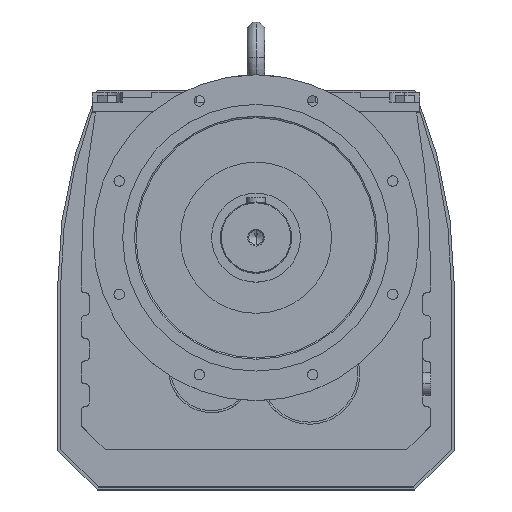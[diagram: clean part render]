
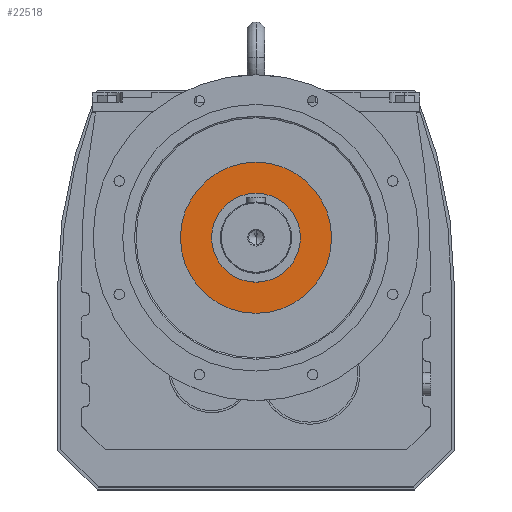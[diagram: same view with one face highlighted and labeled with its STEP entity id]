
A CAD part, top view. The second image highlights one B-rep face of the part: STEP entity #22518.
In plain terms, the highlighted planar face has unit normal (0, 0, 1).
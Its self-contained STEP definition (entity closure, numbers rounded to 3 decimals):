
#22375 = CYLINDRICAL_SURFACE('',#22376,127.575);
#22376 = AXIS2_PLACEMENT_3D('',#22377,#22378,#22379);
#22377 = CARTESIAN_POINT('',(0.,59.9,790.));
#22378 = DIRECTION('',(0.,0.,1.));
#22379 = DIRECTION('',(0.,-1.,0.));
#22405 = CYLINDRICAL_SURFACE('',#22406,127.575);
#22406 = AXIS2_PLACEMENT_3D('',#22407,#22408,#22409);
#22407 = CARTESIAN_POINT('',(0.,59.9,790.));
#22408 = DIRECTION('',(0.,0.,1.));
#22409 = DIRECTION('',(0.,-1.,0.));
#22423 = EDGE_CURVE('',#22424,#22426,#22428,.T.);
#22424 = VERTEX_POINT('',#22425);
#22425 = CARTESIAN_POINT('',(0.,-67.675,559.));
#22426 = VERTEX_POINT('',#22427);
#22427 = CARTESIAN_POINT('',(0.,187.475,559.));
#22428 = SURFACE_CURVE('',#22429,(#22434,#22440),.PCURVE_S1.);
#22429 = CIRCLE('',#22430,127.575);
#22430 = AXIS2_PLACEMENT_3D('',#22431,#22432,#22433);
#22431 = CARTESIAN_POINT('',(0.,59.9,559.));
#22432 = DIRECTION('',(0.,0.,-1.));
#22433 = DIRECTION('',(-1.,0.,0.));
#22434 = PCURVE('',#22405,#22435);
#22435 = DEFINITIONAL_REPRESENTATION('',(#22436),#22439);
#22436 = B_SPLINE_CURVE_WITH_KNOTS('',1,(#22437,#22438),.UNSPECIFIED.,
  .F.,.F.,(2,2),(4.712,7.854),
  .PIECEWISE_BEZIER_KNOTS.);
#22437 = CARTESIAN_POINT('',(6.283,-231.));
#22438 = CARTESIAN_POINT('',(3.142,-231.));
#22439 = ( GEOMETRIC_REPRESENTATION_CONTEXT(2) 
PARAMETRIC_REPRESENTATION_CONTEXT() REPRESENTATION_CONTEXT('2D SPACE',''
  ) );
#22440 = PCURVE('',#22441,#22446);
#22441 = PLANE('',#22442);
#22442 = AXIS2_PLACEMENT_3D('',#22443,#22444,#22445);
#22443 = CARTESIAN_POINT('',(-55.032,39.332,559.));
#22444 = DIRECTION('',(0.,0.,-1.));
#22445 = DIRECTION('',(-1.,0.,0.));
#22446 = DEFINITIONAL_REPRESENTATION('',(#22447),#22451);
#22447 = CIRCLE('',#22448,127.575);
#22448 = AXIS2_PLACEMENT_2D('',#22449,#22450);
#22449 = CARTESIAN_POINT('',(-55.032,20.568));
#22450 = DIRECTION('',(1.,0.));
#22451 = ( GEOMETRIC_REPRESENTATION_CONTEXT(2) 
PARAMETRIC_REPRESENTATION_CONTEXT() REPRESENTATION_CONTEXT('2D SPACE',''
  ) );
#22498 = EDGE_CURVE('',#22426,#22424,#22499,.T.);
#22499 = SURFACE_CURVE('',#22500,(#22505,#22511),.PCURVE_S1.);
#22500 = CIRCLE('',#22501,127.575);
#22501 = AXIS2_PLACEMENT_3D('',#22502,#22503,#22504);
#22502 = CARTESIAN_POINT('',(0.,59.9,559.));
#22503 = DIRECTION('',(0.,0.,-1.));
#22504 = DIRECTION('',(-1.,0.,0.));
#22505 = PCURVE('',#22375,#22506);
#22506 = DEFINITIONAL_REPRESENTATION('',(#22507),#22510);
#22507 = B_SPLINE_CURVE_WITH_KNOTS('',1,(#22508,#22509),.UNSPECIFIED.,
  .F.,.F.,(2,2),(1.571,4.712),
  .PIECEWISE_BEZIER_KNOTS.);
#22508 = CARTESIAN_POINT('',(3.142,-231.));
#22509 = CARTESIAN_POINT('',(0.,-231.));
#22510 = ( GEOMETRIC_REPRESENTATION_CONTEXT(2) 
PARAMETRIC_REPRESENTATION_CONTEXT() REPRESENTATION_CONTEXT('2D SPACE',''
  ) );
#22511 = PCURVE('',#22441,#22512);
#22512 = DEFINITIONAL_REPRESENTATION('',(#22513),#22517);
#22513 = CIRCLE('',#22514,127.575);
#22514 = AXIS2_PLACEMENT_2D('',#22515,#22516);
#22515 = CARTESIAN_POINT('',(-55.032,20.568));
#22516 = DIRECTION('',(1.,0.));
#22517 = ( GEOMETRIC_REPRESENTATION_CONTEXT(2) 
PARAMETRIC_REPRESENTATION_CONTEXT() REPRESENTATION_CONTEXT('2D SPACE',''
  ) );
#22518 = ADVANCED_FACE('',(#22519,#22585),#22441,.F.);
#22519 = FACE_BOUND('',#22520,.T.);
#22520 = EDGE_LOOP('',(#22521,#22555));
#22521 = ORIENTED_EDGE('',*,*,#22522,.F.);
#22522 = EDGE_CURVE('',#22523,#22525,#22527,.T.);
#22523 = VERTEX_POINT('',#22524);
#22524 = CARTESIAN_POINT('',(0.,-15.1,559.));
#22525 = VERTEX_POINT('',#22526);
#22526 = CARTESIAN_POINT('',(0.,134.9,559.));
#22527 = SURFACE_CURVE('',#22528,(#22533,#22544),.PCURVE_S1.);
#22528 = CIRCLE('',#22529,75.);
#22529 = AXIS2_PLACEMENT_3D('',#22530,#22531,#22532);
#22530 = CARTESIAN_POINT('',(0.,59.9,559.));
#22531 = DIRECTION('',(0.,0.,1.));
#22532 = DIRECTION('',(-1.,0.,0.));
#22533 = PCURVE('',#22441,#22534);
#22534 = DEFINITIONAL_REPRESENTATION('',(#22535),#22543);
#22535 = ( BOUNDED_CURVE() B_SPLINE_CURVE(2,(#22536,#22537,#22538,#22539
    ,#22540,#22541,#22542),.UNSPECIFIED.,.T.,.F.) 
B_SPLINE_CURVE_WITH_KNOTS((1,2,2,2,2,1),(-2.094,0.,
    2.094,4.189,6.283,8.378),
.UNSPECIFIED.) CURVE() GEOMETRIC_REPRESENTATION_ITEM() 
RATIONAL_B_SPLINE_CURVE((1.,0.5,1.,0.5,1.,0.5,1.)) REPRESENTATION_ITEM(
  '') );
#22536 = CARTESIAN_POINT('',(19.968,20.568));
#22537 = CARTESIAN_POINT('',(19.968,-109.335));
#22538 = CARTESIAN_POINT('',(-92.532,-44.383));
#22539 = CARTESIAN_POINT('',(-205.032,20.568));
#22540 = CARTESIAN_POINT('',(-92.532,85.52));
#22541 = CARTESIAN_POINT('',(19.968,150.472));
#22542 = CARTESIAN_POINT('',(19.968,20.568));
#22543 = ( GEOMETRIC_REPRESENTATION_CONTEXT(2) 
PARAMETRIC_REPRESENTATION_CONTEXT() REPRESENTATION_CONTEXT('2D SPACE',''
  ) );
#22544 = PCURVE('',#22545,#22550);
#22545 = CYLINDRICAL_SURFACE('',#22546,75.);
#22546 = AXIS2_PLACEMENT_3D('',#22547,#22548,#22549);
#22547 = CARTESIAN_POINT('',(0.,59.9,790.));
#22548 = DIRECTION('',(0.,0.,1.));
#22549 = DIRECTION('',(0.,-1.,0.));
#22550 = DEFINITIONAL_REPRESENTATION('',(#22551),#22554);
#22551 = B_SPLINE_CURVE_WITH_KNOTS('',1,(#22552,#22553),.UNSPECIFIED.,
  .F.,.F.,(2,2),(1.571,4.712),
  .PIECEWISE_BEZIER_KNOTS.);
#22552 = CARTESIAN_POINT('',(0.,-231.));
#22553 = CARTESIAN_POINT('',(3.142,-231.));
#22554 = ( GEOMETRIC_REPRESENTATION_CONTEXT(2) 
PARAMETRIC_REPRESENTATION_CONTEXT() REPRESENTATION_CONTEXT('2D SPACE',''
  ) );
#22555 = ORIENTED_EDGE('',*,*,#22556,.F.);
#22556 = EDGE_CURVE('',#22525,#22523,#22557,.T.);
#22557 = SURFACE_CURVE('',#22558,(#22563,#22574),.PCURVE_S1.);
#22558 = CIRCLE('',#22559,75.);
#22559 = AXIS2_PLACEMENT_3D('',#22560,#22561,#22562);
#22560 = CARTESIAN_POINT('',(0.,59.9,559.));
#22561 = DIRECTION('',(0.,0.,1.));
#22562 = DIRECTION('',(-1.,0.,0.));
#22563 = PCURVE('',#22441,#22564);
#22564 = DEFINITIONAL_REPRESENTATION('',(#22565),#22573);
#22565 = ( BOUNDED_CURVE() B_SPLINE_CURVE(2,(#22566,#22567,#22568,#22569
    ,#22570,#22571,#22572),.UNSPECIFIED.,.T.,.F.) 
B_SPLINE_CURVE_WITH_KNOTS((1,2,2,2,2,1),(-2.094,0.,
    2.094,4.189,6.283,8.378),
.UNSPECIFIED.) CURVE() GEOMETRIC_REPRESENTATION_ITEM() 
RATIONAL_B_SPLINE_CURVE((1.,0.5,1.,0.5,1.,0.5,1.)) REPRESENTATION_ITEM(
  '') );
#22566 = CARTESIAN_POINT('',(19.968,20.568));
#22567 = CARTESIAN_POINT('',(19.968,-109.335));
#22568 = CARTESIAN_POINT('',(-92.532,-44.383));
#22569 = CARTESIAN_POINT('',(-205.032,20.568));
#22570 = CARTESIAN_POINT('',(-92.532,85.52));
#22571 = CARTESIAN_POINT('',(19.968,150.472));
#22572 = CARTESIAN_POINT('',(19.968,20.568));
#22573 = ( GEOMETRIC_REPRESENTATION_CONTEXT(2) 
PARAMETRIC_REPRESENTATION_CONTEXT() REPRESENTATION_CONTEXT('2D SPACE',''
  ) );
#22574 = PCURVE('',#22575,#22580);
#22575 = CYLINDRICAL_SURFACE('',#22576,75.);
#22576 = AXIS2_PLACEMENT_3D('',#22577,#22578,#22579);
#22577 = CARTESIAN_POINT('',(0.,59.9,790.));
#22578 = DIRECTION('',(0.,0.,1.));
#22579 = DIRECTION('',(0.,-1.,0.));
#22580 = DEFINITIONAL_REPRESENTATION('',(#22581),#22584);
#22581 = B_SPLINE_CURVE_WITH_KNOTS('',1,(#22582,#22583),.UNSPECIFIED.,
  .F.,.F.,(2,2),(4.712,7.854),
  .PIECEWISE_BEZIER_KNOTS.);
#22582 = CARTESIAN_POINT('',(3.142,-231.));
#22583 = CARTESIAN_POINT('',(6.283,-231.));
#22584 = ( GEOMETRIC_REPRESENTATION_CONTEXT(2) 
PARAMETRIC_REPRESENTATION_CONTEXT() REPRESENTATION_CONTEXT('2D SPACE',''
  ) );
#22585 = FACE_BOUND('',#22586,.T.);
#22586 = EDGE_LOOP('',(#22587,#22588));
#22587 = ORIENTED_EDGE('',*,*,#22423,.F.);
#22588 = ORIENTED_EDGE('',*,*,#22498,.F.);
